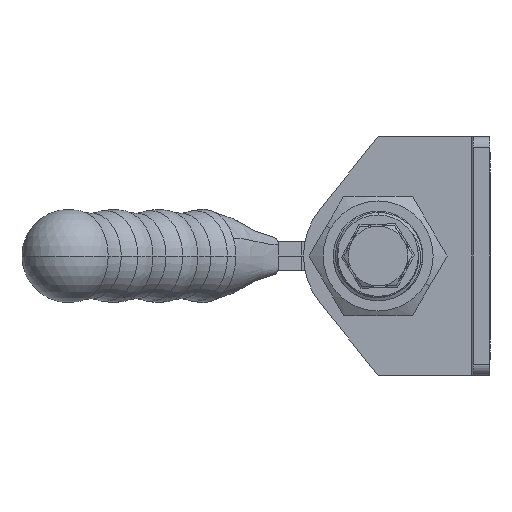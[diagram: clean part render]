
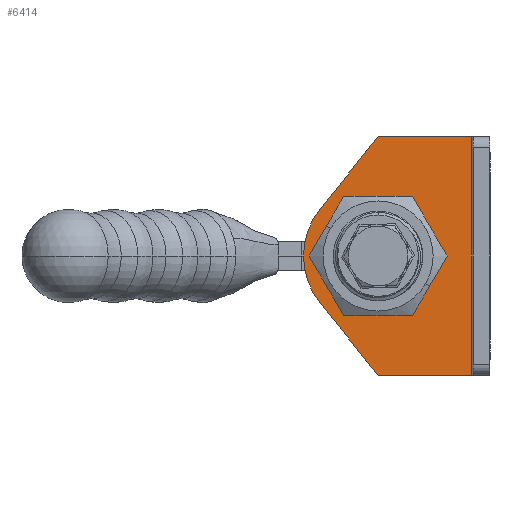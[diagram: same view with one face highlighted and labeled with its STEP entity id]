
A CAD part, left-side view. The second image highlights one B-rep face of the part: STEP entity #6414.
In plain terms, the highlighted planar face has unit normal (-1, 0, 0).
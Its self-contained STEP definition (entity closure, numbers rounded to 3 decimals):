
#305 = LINE ( 'NONE', #2439, #16351 ) ;
#621 = VECTOR ( 'NONE', #17622, 1000. ) ;
#722 = EDGE_LOOP ( 'NONE', ( #5507, #12365, #10603, #11957, #12551, #7704 ) ) ;
#848 = DIRECTION ( 'NONE',  ( -1., 0., 0. ) ) ;
#1301 = CIRCLE ( 'NONE', #12960, 12.5 ) ;
#1315 = VERTEX_POINT ( 'NONE', #13757 ) ;
#1485 = VERTEX_POINT ( 'NONE', #16017 ) ;
#1522 = VERTEX_POINT ( 'NONE', #4341 ) ;
#2075 = EDGE_CURVE ( 'NONE', #6319, #1315, #305, .T. ) ;
#2108 = CARTESIAN_POINT ( 'NONE',  ( -48., 15.612, -12.5 ) ) ;
#2249 = EDGE_LOOP ( 'NONE', ( #10968, #9625 ) ) ;
#2439 = CARTESIAN_POINT ( 'NONE',  ( -48., -25., -22. ) ) ;
#2879 = AXIS2_PLACEMENT_3D ( 'NONE', #6397, #16072, #7775 ) ;
#2986 = CARTESIAN_POINT ( 'NONE',  ( -48., -30., 32. ) ) ;
#3198 = EDGE_CURVE ( 'NONE', #6620, #6319, #14054, .T. ) ;
#3224 = CARTESIAN_POINT ( 'NONE',  ( -48., 3.002, -28.25 ) ) ;
#3665 = FACE_OUTER_BOUND ( 'NONE', #722, .T. ) ;
#3909 = LINE ( 'NONE', #2986, #12979 ) ;
#4327 = LINE ( 'NONE', #8008, #9502 ) ;
#4341 = CARTESIAN_POINT ( 'NONE',  ( -48., 0., 12.5 ) ) ;
#4402 = EDGE_CURVE ( 'NONE', #14520, #1485, #4327, .T. ) ;
#4614 = DIRECTION ( 'NONE',  ( 0., -0.625, -0.781 ) ) ;
#4711 = EDGE_CURVE ( 'NONE', #1315, #14520, #3909, .T. ) ;
#5017 = PLANE ( 'NONE',  #15210 ) ;
#5289 = CARTESIAN_POINT ( 'NONE',  ( -48., 0., 0. ) ) ;
#5507 = ORIENTED_EDGE ( 'NONE', *, *, #3198, .T. ) ;
#6319 = VERTEX_POINT ( 'NONE', #10062 ) ;
#6397 = CARTESIAN_POINT ( 'NONE',  ( -48., 0., 0. ) ) ;
#6398 = EDGE_CURVE ( 'NONE', #1522, #11592, #17937, .T. ) ;
#6414 = ADVANCED_FACE ( 'NONE', ( #8178, #3665 ), #5017, .T. ) ;
#6620 = VERTEX_POINT ( 'NONE', #10791 ) ;
#6668 = DIRECTION ( 'NONE',  ( 0., 0., 1. ) ) ;
#7704 = ORIENTED_EDGE ( 'NONE', *, *, #11690, .T. ) ;
#7775 = DIRECTION ( 'NONE',  ( 0., 0., 1. ) ) ;
#7802 = CARTESIAN_POINT ( 'NONE',  ( -48., 0., 0. ) ) ;
#8008 = CARTESIAN_POINT ( 'NONE',  ( -48., 3.002, 28.25 ) ) ;
#8178 = FACE_BOUND ( 'NONE', #2249, .T. ) ;
#8230 = DIRECTION ( 'NONE',  ( 0., 0.625, -0.781 ) ) ;
#9158 = CARTESIAN_POINT ( 'NONE',  ( -48., -4.804, -22. ) ) ;
#9180 = DIRECTION ( 'NONE',  ( 0., 0., 1. ) ) ;
#9502 = VECTOR ( 'NONE', #8230, 1000. ) ;
#9625 = ORIENTED_EDGE ( 'NONE', *, *, #6398, .F. ) ;
#10062 = CARTESIAN_POINT ( 'NONE',  ( -48., -25., -32. ) ) ;
#10547 = CIRCLE ( 'NONE', #15887, 20. ) ;
#10560 = DIRECTION ( 'NONE',  ( 0., 0., 1. ) ) ;
#10603 = ORIENTED_EDGE ( 'NONE', *, *, #4711, .T. ) ;
#10791 = CARTESIAN_POINT ( 'NONE',  ( -48., 0., -32. ) ) ;
#10968 = ORIENTED_EDGE ( 'NONE', *, *, #16279, .F. ) ;
#11239 = DIRECTION ( 'NONE',  ( 0., 1., 0. ) ) ;
#11592 = VERTEX_POINT ( 'NONE', #15554 ) ;
#11690 = EDGE_CURVE ( 'NONE', #12335, #6620, #13598, .T. ) ;
#11957 = ORIENTED_EDGE ( 'NONE', *, *, #4402, .T. ) ;
#11960 = EDGE_CURVE ( 'NONE', #1485, #12335, #10547, .T. ) ;
#12335 = VERTEX_POINT ( 'NONE', #2108 ) ;
#12365 = ORIENTED_EDGE ( 'NONE', *, *, #2075, .T. ) ;
#12551 = ORIENTED_EDGE ( 'NONE', *, *, #11960, .T. ) ;
#12960 = AXIS2_PLACEMENT_3D ( 'NONE', #5289, #14976, #6668 ) ;
#12979 = VECTOR ( 'NONE', #11239, 1000. ) ;
#13148 = DIRECTION ( 'NONE',  ( 0., 0., 1. ) ) ;
#13158 = VECTOR ( 'NONE', #4614, 1000. ) ;
#13598 = LINE ( 'NONE', #3224, #13158 ) ;
#13757 = CARTESIAN_POINT ( 'NONE',  ( -48., -25., 32. ) ) ;
#14054 = LINE ( 'NONE', #14948, #621 ) ;
#14520 = VERTEX_POINT ( 'NONE', #16460 ) ;
#14948 = CARTESIAN_POINT ( 'NONE',  ( -48., -30., -32. ) ) ;
#14976 = DIRECTION ( 'NONE',  ( -1., 0., 0. ) ) ;
#15210 = AXIS2_PLACEMENT_3D ( 'NONE', #9158, #848, #10560 ) ;
#15554 = CARTESIAN_POINT ( 'NONE',  ( -48., 0., -12.5 ) ) ;
#15887 = AXIS2_PLACEMENT_3D ( 'NONE', #7802, #17507, #9180 ) ;
#16017 = CARTESIAN_POINT ( 'NONE',  ( -48., 15.612, 12.5 ) ) ;
#16072 = DIRECTION ( 'NONE',  ( -1., 0., 0. ) ) ;
#16279 = EDGE_CURVE ( 'NONE', #11592, #1522, #1301, .T. ) ;
#16351 = VECTOR ( 'NONE', #13148, 1000. ) ;
#16460 = CARTESIAN_POINT ( 'NONE',  ( -48., 0., 32. ) ) ;
#17507 = DIRECTION ( 'NONE',  ( -1., 0., 0. ) ) ;
#17622 = DIRECTION ( 'NONE',  ( 0., -1., 0. ) ) ;
#17937 = CIRCLE ( 'NONE', #2879, 12.5 ) ;
